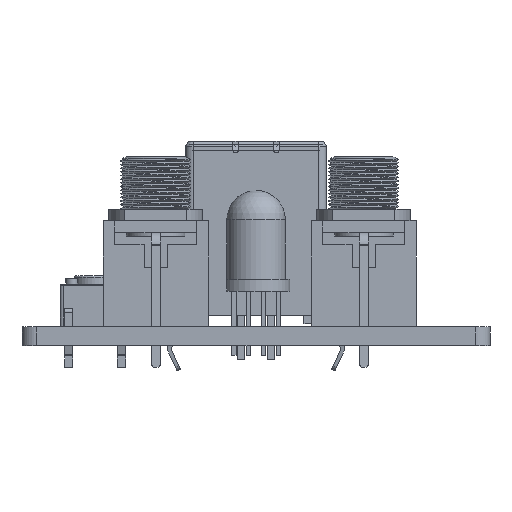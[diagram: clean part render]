
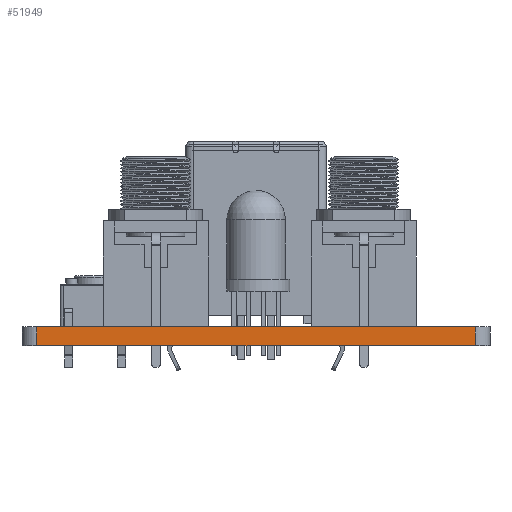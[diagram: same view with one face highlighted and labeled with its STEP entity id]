
A CAD part, front view. The second image highlights one B-rep face of the part: STEP entity #51949.
In plain terms, the highlighted planar face has unit normal (0, -1, 0).
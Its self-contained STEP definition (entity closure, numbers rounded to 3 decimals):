
#51949 = ADVANCED_FACE('',(#51950),#51964,.F.);
#51950 = FACE_BOUND('',#51951,.F.);
#51951 = EDGE_LOOP('',(#51952,#51987,#52015,#52043));
#51952 = ORIENTED_EDGE('',*,*,#51953,.T.);
#51953 = EDGE_CURVE('',#51954,#51956,#51958,.T.);
#51954 = VERTEX_POINT('',#51955);
#51955 = CARTESIAN_POINT('',(118.271,-157.999,0.));
#51956 = VERTEX_POINT('',#51957);
#51957 = CARTESIAN_POINT('',(118.271,-157.999,1.6));
#51958 = SURFACE_CURVE('',#51959,(#51963,#51975),.PCURVE_S1.);
#51959 = LINE('',#51960,#51961);
#51960 = CARTESIAN_POINT('',(118.271,-157.999,0.));
#51961 = VECTOR('',#51962,1.);
#51962 = DIRECTION('',(0.,0.,1.));
#51963 = PCURVE('',#51964,#51969);
#51964 = PLANE('',#51965);
#51965 = AXIS2_PLACEMENT_3D('',#51966,#51967,#51968);
#51966 = CARTESIAN_POINT('',(118.271,-157.999,0.));
#51967 = DIRECTION('',(0.,1.,0.));
#51968 = DIRECTION('',(1.,0.,0.));
#51969 = DEFINITIONAL_REPRESENTATION('',(#51970),#51974);
#51970 = LINE('',#51971,#51972);
#51971 = CARTESIAN_POINT('',(0.,0.));
#51972 = VECTOR('',#51973,1.);
#51973 = DIRECTION('',(0.,-1.));
#51974 = ( GEOMETRIC_REPRESENTATION_CONTEXT(2) 
PARAMETRIC_REPRESENTATION_CONTEXT() REPRESENTATION_CONTEXT('2D SPACE',''
  ) );
#51975 = PCURVE('',#51976,#51981);
#51976 = CYLINDRICAL_SURFACE('',#51977,1.271);
#51977 = AXIS2_PLACEMENT_3D('',#51978,#51979,#51980);
#51978 = CARTESIAN_POINT('',(118.271,-156.728,0.));
#51979 = DIRECTION('',(0.,0.,-1.));
#51980 = DIRECTION('',(1.,0.,0.));
#51981 = DEFINITIONAL_REPRESENTATION('',(#51982),#51986);
#51982 = LINE('',#51983,#51984);
#51983 = CARTESIAN_POINT('',(-4.712,0.));
#51984 = VECTOR('',#51985,1.);
#51985 = DIRECTION('',(0.,-1.));
#51986 = ( GEOMETRIC_REPRESENTATION_CONTEXT(2) 
PARAMETRIC_REPRESENTATION_CONTEXT() REPRESENTATION_CONTEXT('2D SPACE',''
  ) );
#51987 = ORIENTED_EDGE('',*,*,#51988,.T.);
#51988 = EDGE_CURVE('',#51956,#51989,#51991,.T.);
#51989 = VERTEX_POINT('',#51990);
#51990 = CARTESIAN_POINT('',(155.73,-157.999,1.6));
#51991 = SURFACE_CURVE('',#51992,(#51996,#52003),.PCURVE_S1.);
#51992 = LINE('',#51993,#51994);
#51993 = CARTESIAN_POINT('',(118.271,-157.999,1.6));
#51994 = VECTOR('',#51995,1.);
#51995 = DIRECTION('',(1.,0.,0.));
#51996 = PCURVE('',#51964,#51997);
#51997 = DEFINITIONAL_REPRESENTATION('',(#51998),#52002);
#51998 = LINE('',#51999,#52000);
#51999 = CARTESIAN_POINT('',(0.,-1.6));
#52000 = VECTOR('',#52001,1.);
#52001 = DIRECTION('',(1.,0.));
#52002 = ( GEOMETRIC_REPRESENTATION_CONTEXT(2) 
PARAMETRIC_REPRESENTATION_CONTEXT() REPRESENTATION_CONTEXT('2D SPACE',''
  ) );
#52003 = PCURVE('',#52004,#52009);
#52004 = PLANE('',#52005);
#52005 = AXIS2_PLACEMENT_3D('',#52006,#52007,#52008);
#52006 = CARTESIAN_POINT('',(137.,-104.,1.6));
#52007 = DIRECTION('',(0.,0.,1.));
#52008 = DIRECTION('',(1.,0.,0.));
#52009 = DEFINITIONAL_REPRESENTATION('',(#52010),#52014);
#52010 = LINE('',#52011,#52012);
#52011 = CARTESIAN_POINT('',(-18.729,-54.));
#52012 = VECTOR('',#52013,1.);
#52013 = DIRECTION('',(1.,0.));
#52014 = ( GEOMETRIC_REPRESENTATION_CONTEXT(2) 
PARAMETRIC_REPRESENTATION_CONTEXT() REPRESENTATION_CONTEXT('2D SPACE',''
  ) );
#52015 = ORIENTED_EDGE('',*,*,#52016,.F.);
#52016 = EDGE_CURVE('',#52017,#51989,#52019,.T.);
#52017 = VERTEX_POINT('',#52018);
#52018 = CARTESIAN_POINT('',(155.73,-157.999,0.));
#52019 = SURFACE_CURVE('',#52020,(#52024,#52031),.PCURVE_S1.);
#52020 = LINE('',#52021,#52022);
#52021 = CARTESIAN_POINT('',(155.73,-157.999,0.));
#52022 = VECTOR('',#52023,1.);
#52023 = DIRECTION('',(0.,0.,1.));
#52024 = PCURVE('',#51964,#52025);
#52025 = DEFINITIONAL_REPRESENTATION('',(#52026),#52030);
#52026 = LINE('',#52027,#52028);
#52027 = CARTESIAN_POINT('',(37.459,0.));
#52028 = VECTOR('',#52029,1.);
#52029 = DIRECTION('',(0.,-1.));
#52030 = ( GEOMETRIC_REPRESENTATION_CONTEXT(2) 
PARAMETRIC_REPRESENTATION_CONTEXT() REPRESENTATION_CONTEXT('2D SPACE',''
  ) );
#52031 = PCURVE('',#52032,#52037);
#52032 = CYLINDRICAL_SURFACE('',#52033,1.27);
#52033 = AXIS2_PLACEMENT_3D('',#52034,#52035,#52036);
#52034 = CARTESIAN_POINT('',(155.73,-156.729,0.));
#52035 = DIRECTION('',(0.,0.,-1.));
#52036 = DIRECTION('',(1.,0.,0.));
#52037 = DEFINITIONAL_REPRESENTATION('',(#52038),#52042);
#52038 = LINE('',#52039,#52040);
#52039 = CARTESIAN_POINT('',(-4.712,0.));
#52040 = VECTOR('',#52041,1.);
#52041 = DIRECTION('',(0.,-1.));
#52042 = ( GEOMETRIC_REPRESENTATION_CONTEXT(2) 
PARAMETRIC_REPRESENTATION_CONTEXT() REPRESENTATION_CONTEXT('2D SPACE',''
  ) );
#52043 = ORIENTED_EDGE('',*,*,#52044,.F.);
#52044 = EDGE_CURVE('',#51954,#52017,#52045,.T.);
#52045 = SURFACE_CURVE('',#52046,(#52050,#52057),.PCURVE_S1.);
#52046 = LINE('',#52047,#52048);
#52047 = CARTESIAN_POINT('',(118.271,-157.999,0.));
#52048 = VECTOR('',#52049,1.);
#52049 = DIRECTION('',(1.,0.,0.));
#52050 = PCURVE('',#51964,#52051);
#52051 = DEFINITIONAL_REPRESENTATION('',(#52052),#52056);
#52052 = LINE('',#52053,#52054);
#52053 = CARTESIAN_POINT('',(0.,0.));
#52054 = VECTOR('',#52055,1.);
#52055 = DIRECTION('',(1.,0.));
#52056 = ( GEOMETRIC_REPRESENTATION_CONTEXT(2) 
PARAMETRIC_REPRESENTATION_CONTEXT() REPRESENTATION_CONTEXT('2D SPACE',''
  ) );
#52057 = PCURVE('',#52058,#52063);
#52058 = PLANE('',#52059);
#52059 = AXIS2_PLACEMENT_3D('',#52060,#52061,#52062);
#52060 = CARTESIAN_POINT('',(137.,-104.,0.));
#52061 = DIRECTION('',(0.,0.,1.));
#52062 = DIRECTION('',(1.,0.,0.));
#52063 = DEFINITIONAL_REPRESENTATION('',(#52064),#52068);
#52064 = LINE('',#52065,#52066);
#52065 = CARTESIAN_POINT('',(-18.729,-54.));
#52066 = VECTOR('',#52067,1.);
#52067 = DIRECTION('',(1.,0.));
#52068 = ( GEOMETRIC_REPRESENTATION_CONTEXT(2) 
PARAMETRIC_REPRESENTATION_CONTEXT() REPRESENTATION_CONTEXT('2D SPACE',''
  ) );
